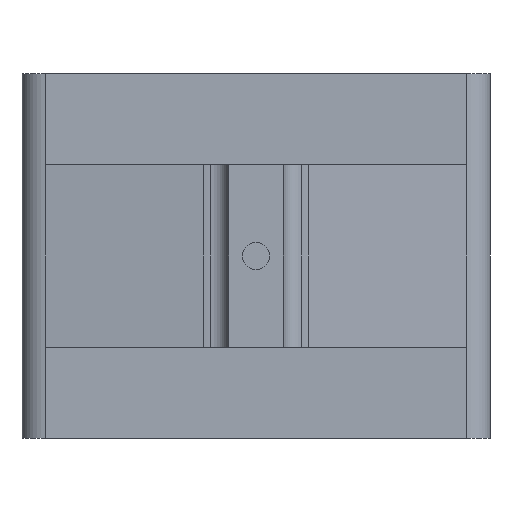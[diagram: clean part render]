
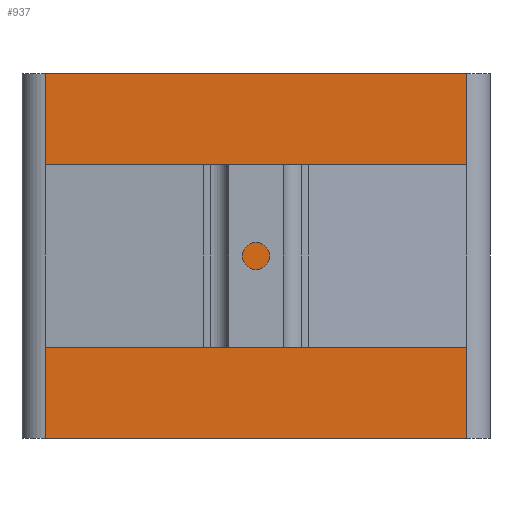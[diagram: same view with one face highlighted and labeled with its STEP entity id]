
A CAD part, front view. The second image highlights one B-rep face of the part: STEP entity #937.
In plain terms, the highlighted planar face has unit normal (0, -1, 0).
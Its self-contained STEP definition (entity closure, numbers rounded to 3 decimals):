
#5 = ORIENTED_EDGE ( 'NONE', *, *, #1523, .T. ) ;
#19 = CARTESIAN_POINT ( 'NONE',  ( -3.548, -1.449, -2.5 ) ) ;
#24 = DIRECTION ( 'NONE',  ( 0., 0., 1. ) ) ;
#28 = EDGE_CURVE ( 'NONE', #209, #567, #695, .T. ) ;
#46 = ORIENTED_EDGE ( 'NONE', *, *, #851, .F. ) ;
#51 = CARTESIAN_POINT ( 'NONE',  ( -5.785, -1.449, 5. ) ) ;
#61 = DIRECTION ( 'NONE',  ( 0., 0., -1. ) ) ;
#98 = EDGE_CURVE ( 'NONE', #302, #339, #1193, .T. ) ;
#110 = CARTESIAN_POINT ( 'NONE',  ( -5.785, -1.449, 5. ) ) ;
#120 = AXIS2_PLACEMENT_3D ( 'NONE', #595, #269, #225 ) ;
#121 = VERTEX_POINT ( 'NONE', #1341 ) ;
#133 = EDGE_CURVE ( 'NONE', #294, #567, #857, .T. ) ;
#165 = ORIENTED_EDGE ( 'NONE', *, *, #1155, .F. ) ;
#193 = ORIENTED_EDGE ( 'NONE', *, *, #769, .T. ) ;
#201 = VECTOR ( 'NONE', #24, 1000. ) ;
#209 = VERTEX_POINT ( 'NONE', #110 ) ;
#213 = EDGE_CURVE ( 'NONE', #121, #1192, #707, .T. ) ;
#219 = DIRECTION ( 'NONE',  ( -1., 0., 0. ) ) ;
#225 = DIRECTION ( 'NONE',  ( 0., 0., 1. ) ) ;
#245 = CARTESIAN_POINT ( 'NONE',  ( 5.722, -1.449, 2.5 ) ) ;
#269 = DIRECTION ( 'NONE',  ( 0., 1., 0. ) ) ;
#278 = LINE ( 'NONE', #1260, #1118 ) ;
#294 = VERTEX_POINT ( 'NONE', #1011 ) ;
#302 = VERTEX_POINT ( 'NONE', #913 ) ;
#303 = DIRECTION ( 'NONE',  ( 1., 0., 0. ) ) ;
#327 = CARTESIAN_POINT ( 'NONE',  ( -3.548, -1.449, 2.5 ) ) ;
#339 = VERTEX_POINT ( 'NONE', #566 ) ;
#354 = CARTESIAN_POINT ( 'NONE',  ( -5.785, -1.449, 5. ) ) ;
#362 = CARTESIAN_POINT ( 'NONE',  ( 5.785, -1.449, 5. ) ) ;
#370 = LINE ( 'NONE', #1110, #661 ) ;
#387 = CARTESIAN_POINT ( 'NONE',  ( 3.548, -1.449, 2.5 ) ) ;
#389 = CARTESIAN_POINT ( 'NONE',  ( 5.722, -1.449, 2.5 ) ) ;
#445 = DIRECTION ( 'NONE',  ( 0., 0., -1. ) ) ;
#479 = EDGE_CURVE ( 'NONE', #1395, #1516, #1440, .T. ) ;
#490 = DIRECTION ( 'NONE',  ( 1., 0., 0. ) ) ;
#517 = EDGE_CURVE ( 'NONE', #1108, #1101, #370, .T. ) ;
#530 = VECTOR ( 'NONE', #445, 1000. ) ;
#535 = ORIENTED_EDGE ( 'NONE', *, *, #213, .F. ) ;
#566 = CARTESIAN_POINT ( 'NONE',  ( 5.785, -1.449, -5. ) ) ;
#567 = VERTEX_POINT ( 'NONE', #1563 ) ;
#595 = CARTESIAN_POINT ( 'NONE',  ( -5.785, -1.449, 5. ) ) ;
#623 = ORIENTED_EDGE ( 'NONE', *, *, #133, .F. ) ;
#650 = EDGE_CURVE ( 'NONE', #1101, #1192, #656, .T. ) ;
#656 = LINE ( 'NONE', #387, #201 ) ;
#661 = VECTOR ( 'NONE', #1089, 1000. ) ;
#669 = CARTESIAN_POINT ( 'NONE',  ( -5.785, -1.449, 5. ) ) ;
#685 = LINE ( 'NONE', #669, #870 ) ;
#695 = LINE ( 'NONE', #354, #1370 ) ;
#707 = LINE ( 'NONE', #389, #1054 ) ;
#710 = VECTOR ( 'NONE', #219, 1000. ) ;
#769 = EDGE_CURVE ( 'NONE', #294, #1395, #1049, .T. ) ;
#779 = CARTESIAN_POINT ( 'NONE',  ( 5.785, -1.449, -2.5 ) ) ;
#788 = VECTOR ( 'NONE', #61, 1000. ) ;
#827 = ORIENTED_EDGE ( 'NONE', *, *, #517, .T. ) ;
#832 = CARTESIAN_POINT ( 'NONE',  ( 5.722, -1.449, -2.5 ) ) ;
#848 = DIRECTION ( 'NONE',  ( 0., 0., -1. ) ) ;
#851 = EDGE_CURVE ( 'NONE', #1108, #339, #1182, .T. ) ;
#857 = LINE ( 'NONE', #245, #1130 ) ;
#870 = VECTOR ( 'NONE', #1403, 1000. ) ;
#913 = CARTESIAN_POINT ( 'NONE',  ( -5.785, -1.449, -5. ) ) ;
#925 = CARTESIAN_POINT ( 'NONE',  ( 3.548, -1.449, -2.5 ) ) ;
#929 = VECTOR ( 'NONE', #490, 1000. ) ;
#937 = ADVANCED_FACE ( 'NONE', ( #1377 ), #998, .F. ) ;
#998 = PLANE ( 'NONE',  #120 ) ;
#1003 = DIRECTION ( 'NONE',  ( -1., 0., 0. ) ) ;
#1011 = CARTESIAN_POINT ( 'NONE',  ( -3.548, -1.449, 2.5 ) ) ;
#1026 = EDGE_CURVE ( 'NONE', #1389, #121, #278, .T. ) ;
#1039 = ORIENTED_EDGE ( 'NONE', *, *, #1026, .F. ) ;
#1049 = LINE ( 'NONE', #327, #530 ) ;
#1054 = VECTOR ( 'NONE', #1484, 1000. ) ;
#1056 = ORIENTED_EDGE ( 'NONE', *, *, #98, .T. ) ;
#1089 = DIRECTION ( 'NONE',  ( -1., 0., 0. ) ) ;
#1101 = VERTEX_POINT ( 'NONE', #925 ) ;
#1105 = ORIENTED_EDGE ( 'NONE', *, *, #479, .T. ) ;
#1108 = VERTEX_POINT ( 'NONE', #779 ) ;
#1110 = CARTESIAN_POINT ( 'NONE',  ( 5.722, -1.449, -2.5 ) ) ;
#1118 = VECTOR ( 'NONE', #1459, 1000. ) ;
#1130 = VECTOR ( 'NONE', #1003, 1000. ) ;
#1147 = LINE ( 'NONE', #51, #1359 ) ;
#1155 = EDGE_CURVE ( 'NONE', #209, #1389, #1147, .T. ) ;
#1163 = EDGE_LOOP ( 'NONE', ( #535, #1039, #165, #1580, #623, #193, #1105, #5, #1056, #46, #827, #1399 ) ) ;
#1166 = CARTESIAN_POINT ( 'NONE',  ( 5.785, -1.449, 5. ) ) ;
#1182 = LINE ( 'NONE', #1166, #788 ) ;
#1192 = VERTEX_POINT ( 'NONE', #1208 ) ;
#1193 = LINE ( 'NONE', #1364, #929 ) ;
#1208 = CARTESIAN_POINT ( 'NONE',  ( 3.548, -1.449, 2.5 ) ) ;
#1260 = CARTESIAN_POINT ( 'NONE',  ( 5.785, -1.449, 5. ) ) ;
#1341 = CARTESIAN_POINT ( 'NONE',  ( 5.785, -1.449, 2.5 ) ) ;
#1359 = VECTOR ( 'NONE', #303, 1000. ) ;
#1364 = CARTESIAN_POINT ( 'NONE',  ( -5.785, -1.449, -5. ) ) ;
#1370 = VECTOR ( 'NONE', #848, 1000. ) ;
#1377 = FACE_OUTER_BOUND ( 'NONE', #1163, .T. ) ;
#1389 = VERTEX_POINT ( 'NONE', #362 ) ;
#1395 = VERTEX_POINT ( 'NONE', #19 ) ;
#1399 = ORIENTED_EDGE ( 'NONE', *, *, #650, .T. ) ;
#1403 = DIRECTION ( 'NONE',  ( 0., 0., -1. ) ) ;
#1440 = LINE ( 'NONE', #832, #710 ) ;
#1459 = DIRECTION ( 'NONE',  ( 0., 0., -1. ) ) ;
#1484 = DIRECTION ( 'NONE',  ( -1., 0., 0. ) ) ;
#1498 = CARTESIAN_POINT ( 'NONE',  ( -5.785, -1.449, -2.5 ) ) ;
#1516 = VERTEX_POINT ( 'NONE', #1498 ) ;
#1523 = EDGE_CURVE ( 'NONE', #1516, #302, #685, .T. ) ;
#1563 = CARTESIAN_POINT ( 'NONE',  ( -5.785, -1.449, 2.5 ) ) ;
#1580 = ORIENTED_EDGE ( 'NONE', *, *, #28, .T. ) ;
